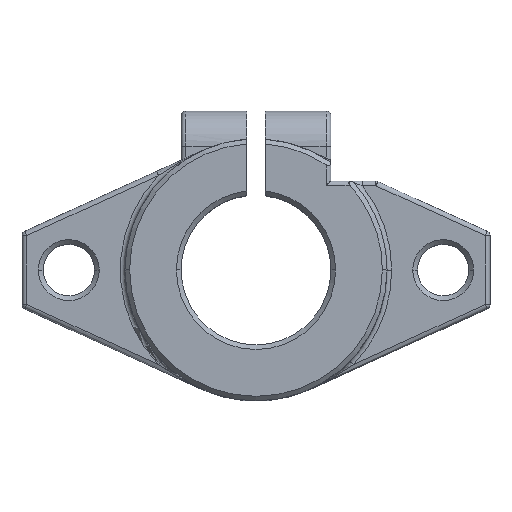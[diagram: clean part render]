
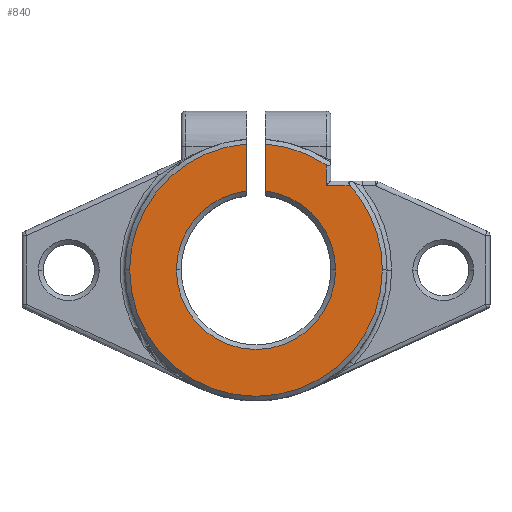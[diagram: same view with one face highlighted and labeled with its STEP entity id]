
A CAD part, top view. The second image highlights one B-rep face of the part: STEP entity #840.
In plain terms, the highlighted planar face has unit normal (0, 0, 1).
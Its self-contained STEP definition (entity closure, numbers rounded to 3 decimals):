
#2 = FACE_OUTER_BOUND ( 'NONE', #1502, .T. ) ;
#11 = CARTESIAN_POINT ( 'NONE',  ( 0., 9., 16. ) ) ;
#73 = AXIS2_PLACEMENT_3D ( 'NONE', #3027, #1568, #1914 ) ;
#84 = AXIS2_PLACEMENT_3D ( 'NONE', #1849, #1185, #532 ) ;
#93 = AXIS2_PLACEMENT_3D ( 'NONE', #1054, #2303, #1087 ) ;
#145 = CARTESIAN_POINT ( 'NONE',  ( 0., 0., 16. ) ) ;
#149 = AXIS2_PLACEMENT_3D ( 'NONE', #2363, #2380, #2254 ) ;
#228 = VERTEX_POINT ( 'NONE', #751 ) ;
#325 = AXIS2_PLACEMENT_3D ( 'NONE', #537, #2824, #1205 ) ;
#352 = ORIENTED_EDGE ( 'NONE', *, *, #1079, .T. ) ;
#353 = CARTESIAN_POINT ( 'NONE',  ( -1., 13.463, 16. ) ) ;
#428 = CARTESIAN_POINT ( 'NONE',  ( 13.5, 0., 16. ) ) ;
#496 = CARTESIAN_POINT ( 'NONE',  ( -1., 8.441, 16. ) ) ;
#529 = ORIENTED_EDGE ( 'NONE', *, *, #1526, .T. ) ;
#532 = DIRECTION ( 'NONE',  ( 1., 0., 0. ) ) ;
#537 = CARTESIAN_POINT ( 'NONE',  ( 0., 0., 16. ) ) ;
#550 = PLANE ( 'NONE',  #325 ) ;
#565 = VERTEX_POINT ( 'NONE', #428 ) ;
#681 = VERTEX_POINT ( 'NONE', #2959 ) ;
#751 = CARTESIAN_POINT ( 'NONE',  ( 7.5, 11.225, 16. ) ) ;
#796 = VERTEX_POINT ( 'NONE', #1473 ) ;
#840 = ADVANCED_FACE ( 'NONE', ( #2 ), #550, .T. ) ;
#887 = DIRECTION ( 'NONE',  ( 1., 0., 0. ) ) ;
#926 = VERTEX_POINT ( 'NONE', #1725 ) ;
#936 = ORIENTED_EDGE ( 'NONE', *, *, #1129, .T. ) ;
#962 = VERTEX_POINT ( 'NONE', #353 ) ;
#977 = VERTEX_POINT ( 'NONE', #2552 ) ;
#981 = EDGE_CURVE ( 'NONE', #565, #1384, #3094, .T. ) ;
#1054 = CARTESIAN_POINT ( 'NONE',  ( 0., 0., 16. ) ) ;
#1079 = EDGE_CURVE ( 'NONE', #681, #565, #3036, .T. ) ;
#1087 = DIRECTION ( 'NONE',  ( 1., 0., 0. ) ) ;
#1093 = EDGE_CURVE ( 'NONE', #926, #2200, #2988, .T. ) ;
#1120 = CARTESIAN_POINT ( 'NONE',  ( 0., 0., 16. ) ) ;
#1125 = DIRECTION ( 'NONE',  ( 0., 0., -1. ) ) ;
#1129 = EDGE_CURVE ( 'NONE', #2200, #796, #2934, .T. ) ;
#1170 = EDGE_CURVE ( 'NONE', #1384, #977, #2886, .T. ) ;
#1173 = DIRECTION ( 'NONE',  ( 0., 0., 1. ) ) ;
#1185 = DIRECTION ( 'NONE',  ( 0., 0., -1. ) ) ;
#1200 = DIRECTION ( 'NONE',  ( 0., 0., 1. ) ) ;
#1205 = DIRECTION ( 'NONE',  ( 1., 0., 0. ) ) ;
#1206 = ORIENTED_EDGE ( 'NONE', *, *, #1170, .T. ) ;
#1213 = CARTESIAN_POINT ( 'NONE',  ( 0., 0., 16. ) ) ;
#1219 = CARTESIAN_POINT ( 'NONE',  ( 1., 0., 16. ) ) ;
#1224 = DIRECTION ( 'NONE',  ( 0., -1., 0. ) ) ;
#1239 = DIRECTION ( 'NONE',  ( 0., -1., 0. ) ) ;
#1248 = DIRECTION ( 'NONE',  ( 1., 0., 0. ) ) ;
#1364 = ORIENTED_EDGE ( 'NONE', *, *, #1533, .F. ) ;
#1384 = VERTEX_POINT ( 'NONE', #2374 ) ;
#1406 = CARTESIAN_POINT ( 'NONE',  ( -1., 0., 16. ) ) ;
#1473 = CARTESIAN_POINT ( 'NONE',  ( -8.5, 0., 16. ) ) ;
#1502 = EDGE_LOOP ( 'NONE', ( #2799, #352, #2887, #1206, #2239, #2926, #529, #1791, #936, #2733, #1364 ) ) ;
#1515 = EDGE_CURVE ( 'NONE', #962, #681, #2535, .T. ) ;
#1520 = EDGE_CURVE ( 'NONE', #228, #2447, #2517, .T. ) ;
#1526 = EDGE_CURVE ( 'NONE', #2447, #926, #2521, .T. ) ;
#1531 = EDGE_CURVE ( 'NONE', #796, #1662, #2524, .T. ) ;
#1533 = EDGE_CURVE ( 'NONE', #962, #1662, #2509, .T. ) ;
#1568 = DIRECTION ( 'NONE',  ( 0., 0., -1. ) ) ;
#1662 = VERTEX_POINT ( 'NONE', #496 ) ;
#1725 = CARTESIAN_POINT ( 'NONE',  ( 1., 8.441, 16. ) ) ;
#1791 = ORIENTED_EDGE ( 'NONE', *, *, #1093, .T. ) ;
#1797 = AXIS2_PLACEMENT_3D ( 'NONE', #1120, #1125, #2231 ) ;
#1849 = CARTESIAN_POINT ( 'NONE',  ( 0., 0., 16. ) ) ;
#1865 = AXIS2_PLACEMENT_3D ( 'NONE', #1213, #1173, #887 ) ;
#1885 = AXIS2_PLACEMENT_3D ( 'NONE', #145, #1200, #1248 ) ;
#1914 = DIRECTION ( 'NONE',  ( 1., 0., 0. ) ) ;
#2018 = VECTOR ( 'NONE', #2577, 1000. ) ;
#2047 = LINE ( 'NONE', #2580, #2018 ) ;
#2161 = EDGE_CURVE ( 'NONE', #977, #228, #2047, .T. ) ;
#2200 = VERTEX_POINT ( 'NONE', #2409 ) ;
#2231 = DIRECTION ( 'NONE',  ( 1., 0., 0. ) ) ;
#2239 = ORIENTED_EDGE ( 'NONE', *, *, #2161, .T. ) ;
#2254 = DIRECTION ( 'NONE',  ( 1., 0., 0. ) ) ;
#2268 = CARTESIAN_POINT ( 'NONE',  ( 1., 13.463, 16. ) ) ;
#2303 = DIRECTION ( 'NONE',  ( 0., 0., 1. ) ) ;
#2363 = CARTESIAN_POINT ( 'NONE',  ( 0., 0., 16. ) ) ;
#2374 = CARTESIAN_POINT ( 'NONE',  ( 10.062, 9., 16. ) ) ;
#2380 = DIRECTION ( 'NONE',  ( 0., 0., 1. ) ) ;
#2409 = CARTESIAN_POINT ( 'NONE',  ( 8.5, 0., 16. ) ) ;
#2447 = VERTEX_POINT ( 'NONE', #2268 ) ;
#2503 = VECTOR ( 'NONE', #1224, 1000. ) ;
#2509 = LINE ( 'NONE', #1406, #2503 ) ;
#2510 = VECTOR ( 'NONE', #1239, 1000. ) ;
#2517 = CIRCLE ( 'NONE', #1865, 13.5 ) ;
#2521 = LINE ( 'NONE', #1219, #2510 ) ;
#2524 = CIRCLE ( 'NONE', #1797, 8.5 ) ;
#2535 = CIRCLE ( 'NONE', #1885, 13.5 ) ;
#2552 = CARTESIAN_POINT ( 'NONE',  ( 7.5, 9., 16. ) ) ;
#2577 = DIRECTION ( 'NONE',  ( 0., 1., 0. ) ) ;
#2580 = CARTESIAN_POINT ( 'NONE',  ( 7.5, 0., 16. ) ) ;
#2733 = ORIENTED_EDGE ( 'NONE', *, *, #1531, .T. ) ;
#2799 = ORIENTED_EDGE ( 'NONE', *, *, #1515, .T. ) ;
#2824 = DIRECTION ( 'NONE',  ( 0., 0., 1. ) ) ;
#2861 = VECTOR ( 'NONE', #3219, 1000. ) ;
#2886 = LINE ( 'NONE', #11, #2861 ) ;
#2887 = ORIENTED_EDGE ( 'NONE', *, *, #981, .T. ) ;
#2926 = ORIENTED_EDGE ( 'NONE', *, *, #1520, .T. ) ;
#2934 = CIRCLE ( 'NONE', #73, 8.5 ) ;
#2959 = CARTESIAN_POINT ( 'NONE',  ( -13.5, 0., 16. ) ) ;
#2988 = CIRCLE ( 'NONE', #84, 8.5 ) ;
#3027 = CARTESIAN_POINT ( 'NONE',  ( 0., 0., 16. ) ) ;
#3036 = CIRCLE ( 'NONE', #93, 13.5 ) ;
#3094 = CIRCLE ( 'NONE', #149, 13.5 ) ;
#3219 = DIRECTION ( 'NONE',  ( -1., 0., 0. ) ) ;
